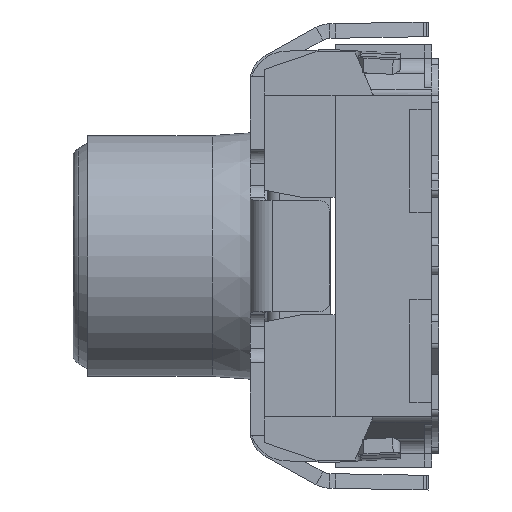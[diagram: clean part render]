
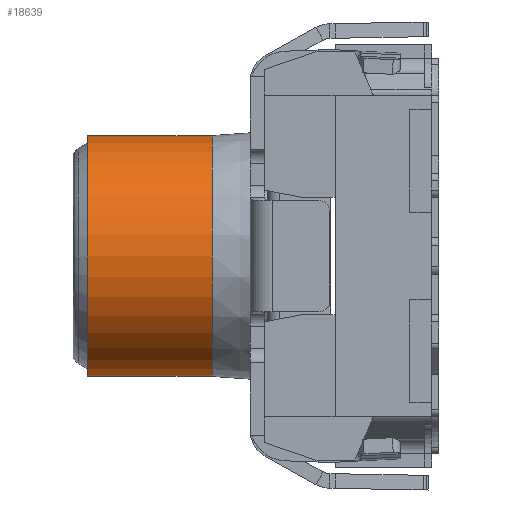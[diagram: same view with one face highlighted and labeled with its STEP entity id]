
A CAD part, left-side view. The second image highlights one B-rep face of the part: STEP entity #18639.
In plain terms, the highlighted cylindrical face has radius 0.824 mm (diameter 1.647 mm), a partial arc.
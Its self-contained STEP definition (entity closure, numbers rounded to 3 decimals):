
#18212 = VERTEX_POINT('',#18213);
#18213 = CARTESIAN_POINT('',(-0.3,1.5,0.824));
#18413 = VERTEX_POINT('',#18414);
#18414 = CARTESIAN_POINT('',(-0.3,1.5,-0.824));
#18533 = VERTEX_POINT('',#18534);
#18534 = CARTESIAN_POINT('',(-0.3,2.35,0.824));
#18540 = EDGE_CURVE('',#18212,#18533,#18541,.T.);
#18541 = LINE('',#18542,#18543);
#18542 = CARTESIAN_POINT('',(-0.3,2.35,0.824));
#18543 = VECTOR('',#18544,1.);
#18544 = DIRECTION('',(0.,1.,0.));
#18579 = VERTEX_POINT('',#18580);
#18580 = CARTESIAN_POINT('',(-0.3,2.35,-0.824));
#18593 = EDGE_CURVE('',#18579,#18413,#18594,.T.);
#18594 = LINE('',#18595,#18596);
#18595 = CARTESIAN_POINT('',(-0.3,2.35,-0.824));
#18596 = VECTOR('',#18597,1.);
#18597 = DIRECTION('',(-0.,-1.,-0.));
#18607 = EDGE_CURVE('',#18212,#18413,#18608,.T.);
#18608 = CIRCLE('',#18609,0.824);
#18609 = AXIS2_PLACEMENT_3D('',#18610,#18611,#18612);
#18610 = CARTESIAN_POINT('',(-0.3,1.5,0.));
#18611 = DIRECTION('',(0.,-1.,0.));
#18612 = DIRECTION('',(0.,0.,-1.));
#18639 = ADVANCED_FACE('',(#18640),#18652,.T.);
#18640 = FACE_BOUND('',#18641,.T.);
#18641 = EDGE_LOOP('',(#18642,#18643,#18644,#18651));
#18642 = ORIENTED_EDGE('',*,*,#18607,.F.);
#18643 = ORIENTED_EDGE('',*,*,#18540,.T.);
#18644 = ORIENTED_EDGE('',*,*,#18645,.T.);
#18645 = EDGE_CURVE('',#18533,#18579,#18646,.T.);
#18646 = CIRCLE('',#18647,0.824);
#18647 = AXIS2_PLACEMENT_3D('',#18648,#18649,#18650);
#18648 = CARTESIAN_POINT('',(-0.3,2.35,0.));
#18649 = DIRECTION('',(0.,-1.,-0.));
#18650 = DIRECTION('',(0.,0.,-1.));
#18651 = ORIENTED_EDGE('',*,*,#18593,.T.);
#18652 = CYLINDRICAL_SURFACE('',#18653,0.824);
#18653 = AXIS2_PLACEMENT_3D('',#18654,#18655,#18656);
#18654 = CARTESIAN_POINT('',(-0.3,2.35,0.));
#18655 = DIRECTION('',(-0.,-1.,-0.));
#18656 = DIRECTION('',(0.,0.,-1.));
